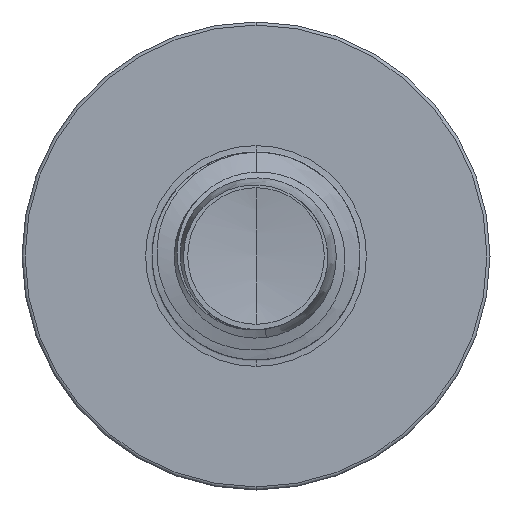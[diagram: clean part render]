
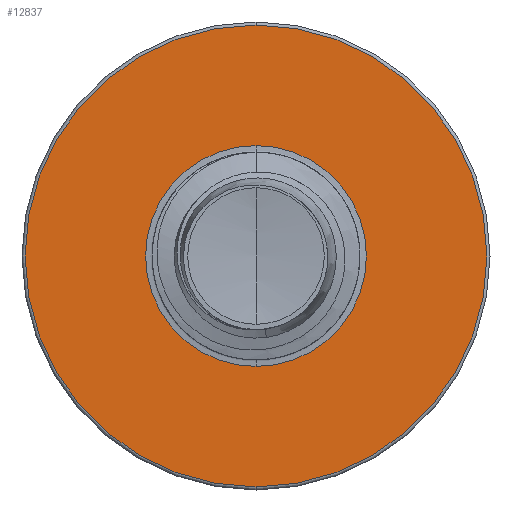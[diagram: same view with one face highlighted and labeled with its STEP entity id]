
A CAD part, front view. The second image highlights one B-rep face of the part: STEP entity #12837.
In plain terms, the highlighted planar face has unit normal (0, -1, 0).
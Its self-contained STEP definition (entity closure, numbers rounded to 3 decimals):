
#85 = AXIS2_PLACEMENT_3D ( 'NONE', #13602, #29670, #16315 ) ;
#713 = AXIS2_PLACEMENT_3D ( 'NONE', #16621, #32462, #19034 ) ;
#1067 = EDGE_LOOP ( 'NONE', ( #5709, #5879 ) ) ;
#1452 = ORIENTED_EDGE ( 'NONE', *, *, #27246, .F. ) ;
#1465 = CARTESIAN_POINT ( 'NONE',  ( 0., 17.5, 6.66 ) ) ;
#4430 = CIRCLE ( 'NONE', #8704, 3.186 ) ;
#4647 = ORIENTED_EDGE ( 'NONE', *, *, #23667, .F. ) ;
#5009 = VERTEX_POINT ( 'NONE', #6260 ) ;
#5709 = ORIENTED_EDGE ( 'NONE', *, *, #27155, .T. ) ;
#5879 = ORIENTED_EDGE ( 'NONE', *, *, #21464, .T. ) ;
#6143 = FACE_OUTER_BOUND ( 'NONE', #6685, .T. ) ;
#6260 = CARTESIAN_POINT ( 'NONE',  ( 0., 17.5, -6.66 ) ) ;
#6317 = DIRECTION ( 'NONE',  ( 0., 1., 0. ) ) ;
#6685 = EDGE_LOOP ( 'NONE', ( #4647, #1452 ) ) ;
#8228 = CIRCLE ( 'NONE', #713, 6.66 ) ;
#8347 = VERTEX_POINT ( 'NONE', #1465 ) ;
#8704 = AXIS2_PLACEMENT_3D ( 'NONE', #14529, #30478, #17176 ) ;
#10333 = CARTESIAN_POINT ( 'NONE',  ( 0., 17.5, -3.186 ) ) ;
#10529 = AXIS2_PLACEMENT_3D ( 'NONE', #24230, #26404, #12262 ) ;
#12262 = DIRECTION ( 'NONE',  ( 0., 0., 1. ) ) ;
#12837 = ADVANCED_FACE ( 'NONE', ( #6143, #14286 ), #22020, .F. ) ;
#13360 = CIRCLE ( 'NONE', #24358, 3.186 ) ;
#13602 = CARTESIAN_POINT ( 'NONE',  ( 0., 17.5, 0. ) ) ;
#14286 = FACE_BOUND ( 'NONE', #1067, .T. ) ;
#14529 = CARTESIAN_POINT ( 'NONE',  ( 0., 17.5, 0. ) ) ;
#14600 = VERTEX_POINT ( 'NONE', #10333 ) ;
#16315 = DIRECTION ( 'NONE',  ( 0., 0., 1. ) ) ;
#16621 = CARTESIAN_POINT ( 'NONE',  ( 0., 17.5, 0. ) ) ;
#17176 = DIRECTION ( 'NONE',  ( 0., 0., 1. ) ) ;
#19034 = DIRECTION ( 'NONE',  ( 0., 0., 1. ) ) ;
#20877 = CARTESIAN_POINT ( 'NONE',  ( 0., 17.5, 3.186 ) ) ;
#21464 = EDGE_CURVE ( 'NONE', #14600, #28436, #4430, .T. ) ;
#22020 = PLANE ( 'NONE',  #10529 ) ;
#22298 = CARTESIAN_POINT ( 'NONE',  ( 0., 17.5, 0. ) ) ;
#23667 = EDGE_CURVE ( 'NONE', #8347, #5009, #8228, .T. ) ;
#24230 = CARTESIAN_POINT ( 'NONE',  ( 0., 17.5, -3.186 ) ) ;
#24358 = AXIS2_PLACEMENT_3D ( 'NONE', #22298, #6317, #24517 ) ;
#24517 = DIRECTION ( 'NONE',  ( 0., 0., 1. ) ) ;
#25825 = CIRCLE ( 'NONE', #85, 6.66 ) ;
#26404 = DIRECTION ( 'NONE',  ( 0., 1., 0. ) ) ;
#27155 = EDGE_CURVE ( 'NONE', #28436, #14600, #13360, .T. ) ;
#27246 = EDGE_CURVE ( 'NONE', #5009, #8347, #25825, .T. ) ;
#28436 = VERTEX_POINT ( 'NONE', #20877 ) ;
#29670 = DIRECTION ( 'NONE',  ( 0., 1., 0. ) ) ;
#30478 = DIRECTION ( 'NONE',  ( 0., 1., 0. ) ) ;
#32462 = DIRECTION ( 'NONE',  ( 0., 1., 0. ) ) ;
